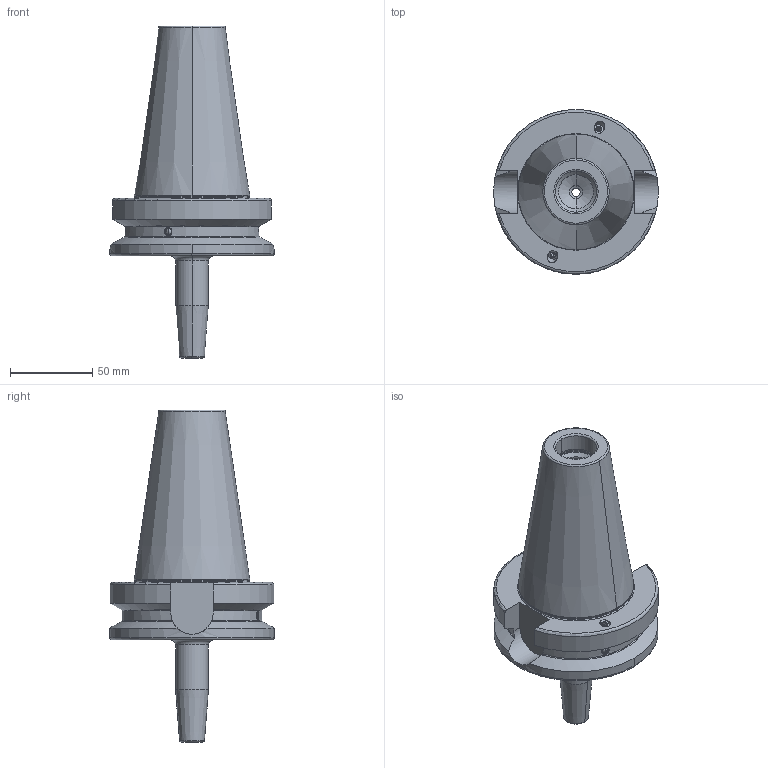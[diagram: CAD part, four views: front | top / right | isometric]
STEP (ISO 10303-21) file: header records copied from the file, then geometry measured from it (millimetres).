
FILE_DESCRIPTION((''),'2;1');
FILE_NAME('506_71_05','2020-09-24T',('101107'),(''),'CREO PARAMETRIC BY PTC INC, 2016260','CREO PARAMETRIC BY PTC INC, 2016260','');
FILE_SCHEMA(('CONFIG_CONTROL_DESIGN'));
Length unit declared in the file: millimetre
Products named in the file (1): 506_71_05
Bounding box: 100 x 100 x 201.8 mm (x, y, z)
Volume: 457259.3 mm3; surface area: 60174.5 mm2
Topology: 1 solids, 5 shells, 223 faces, 496 edges, 276 vertices
Faces by surface type: cone 100, cylinder 56, plane 35, torus 24, sphere 8
Entity records: 6574 total; most frequent: CARTESIAN_POINT 1690, DIRECTION 1080, ORIENTED_EDGE 960, EDGE_CURVE 480, AXIS2_PLACEMENT_3D 448, VERTEX_POINT 276, EDGE_LOOP 238, FACE_OUTER_BOUND 223
